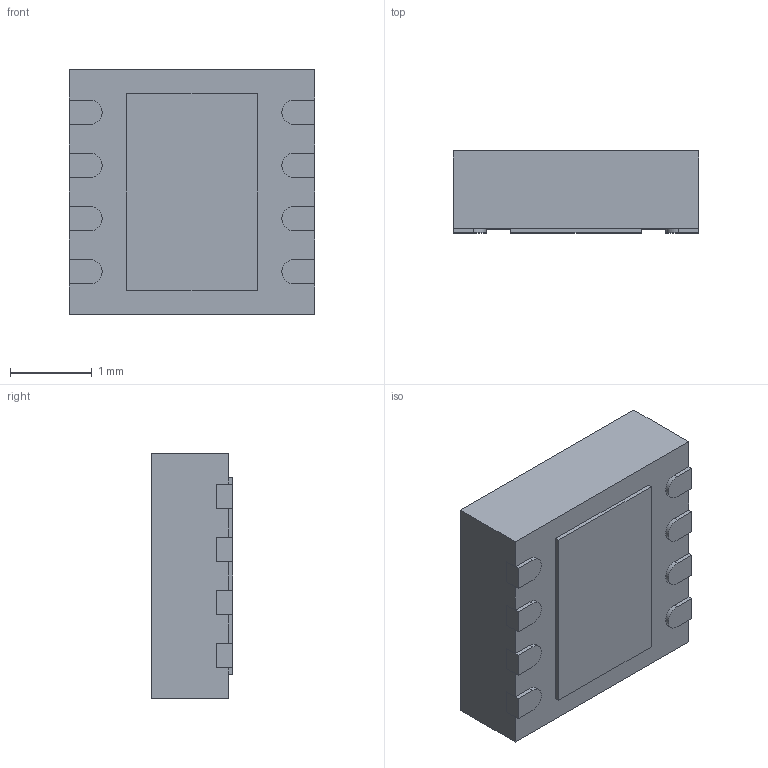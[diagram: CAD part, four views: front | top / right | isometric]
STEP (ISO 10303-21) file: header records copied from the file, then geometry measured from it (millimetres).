
FILE_DESCRIPTION (( 'STEP AP214' ), '1' );
FILE_NAME ('TJA1051T.STEP', '2023-03-15T03:54:04', ( '' ), ( '' ), 'SwSTEP 2.0', 'SolidWorks 2021', '' );
FILE_SCHEMA (( 'AUTOMOTIVE_DESIGN' ));
Length unit declared in the file: millimetre
Products named in the file (1): TJA1051T
Bounding box: 3 x 1 x 3 mm (x, y, z)
Volume: 8.8 mm3; surface area: 44.7 mm2
Topology: 11 solids, 11 shells, 104 faces, 240 edges, 160 vertices
Faces by surface type: plane 84, cylinder 20
Entity records: 3048 total; most frequent: CARTESIAN_POINT 505, DIRECTION 490, ORIENTED_EDGE 480, EDGE_CURVE 240, LINE 200, VECTOR 200, VERTEX_POINT 160, AXIS2_PLACEMENT_3D 145
